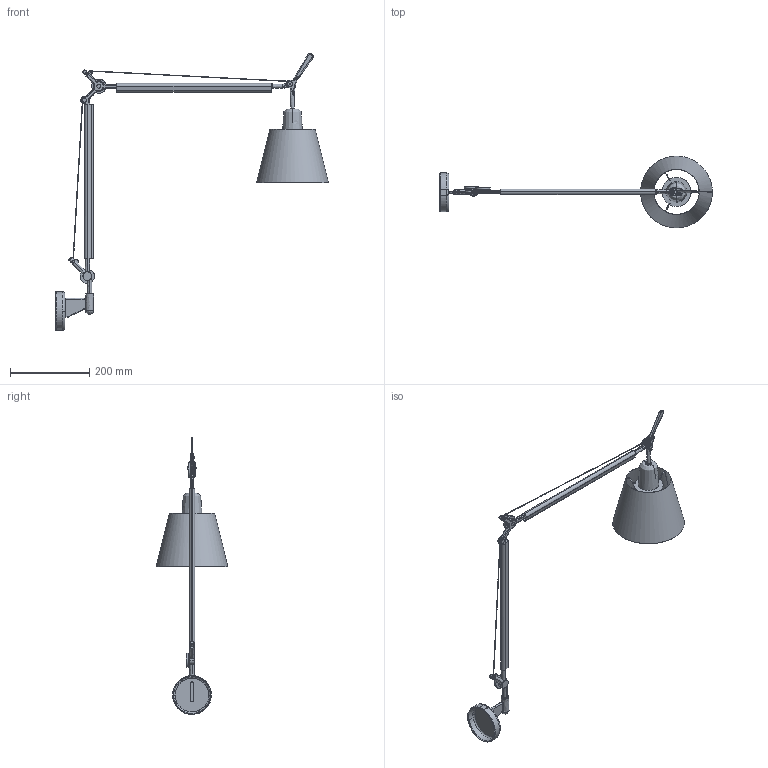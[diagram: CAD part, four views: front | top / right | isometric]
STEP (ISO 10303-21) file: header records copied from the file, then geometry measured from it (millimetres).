
FILE_DESCRIPTION(/* description */ (''),/* implementation_level */ '2;1');
FILE_NAME(/* name */ 'Tolomeo_Parete_Basculante_2D',/* time_stamp */ '2017-07-11T14:18:41+02:00',/* author */ (''),/* organization */ (''),/* preprocessor_version */ 'ST-DEVELOPER v10',/* originating_system */ '',/* authorisation */ '');
FILE_SCHEMA (('AUTOMOTIVE_DESIGN'));
Length unit declared in the file: millimetre
Products named in the file (1): 1
Bounding box: 687.42 x 180.61 x 697.85 mm (x, y, z)
Volume: 51529.3 mm3; surface area: 272588.6 mm2
Topology: 12 solids, 28 shells, 678 faces, 1834 edges, 1163 vertices
Faces by surface type: bspline 525, plane 153
Entity records: 29674 total; most frequent: CARTESIAN_POINT 19413, ORIENTED_EDGE 3447, EDGE_CURVE 1814, VERTEX_POINT 1168, B_SPLINE_CURVE_WITH_KNOTS 864, EDGE_LOOP 715, ADVANCED_FACE 678, FACE_OUTER_BOUND 678
